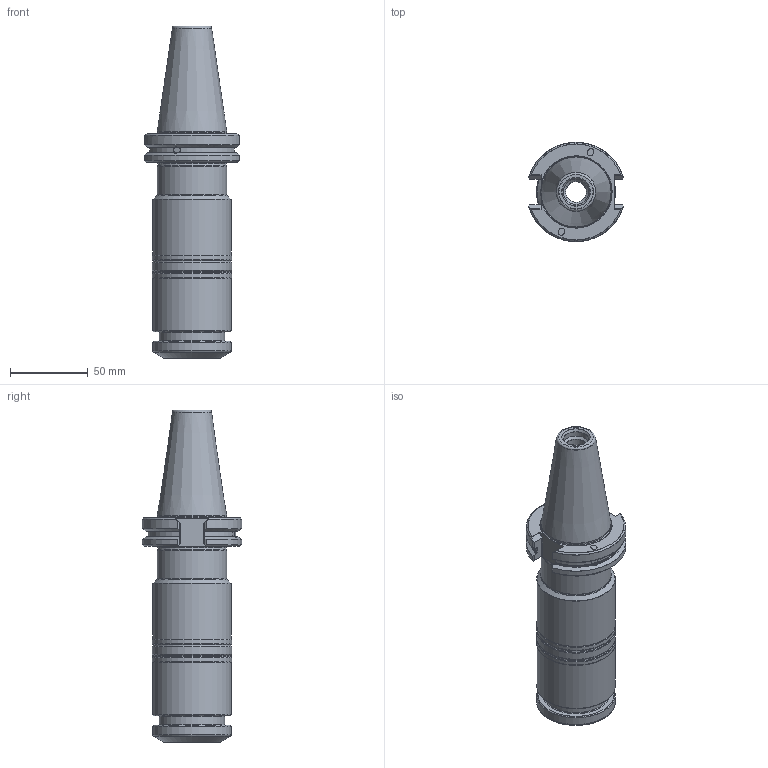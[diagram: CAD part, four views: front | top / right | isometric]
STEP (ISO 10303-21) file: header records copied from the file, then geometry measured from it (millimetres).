
FILE_DESCRIPTION(/* description */ (''),/* implementation_level */ '2;1');
FILE_NAME(/* name */ '434073276.stp',/* time_stamp */ '2021-01-12T12:05:30',/* author */ ('LRA'),/* organization */ ('REGO-FIX'),/* preprocessor_version */ ' Unknown',/* originating_system */ 'SIEMENS PLM Software Solid Edge ST10',/* authorization */ 'Unknown');
FILE_SCHEMA (('AUTOMOTIVE_DESIGN { 1 0 10303 214 2 1 1}'));
Length unit declared in the file: millimetre
Products named in the file (1): NOCUT
Bounding box: 61.04 x 63.58 x 213.05 mm (x, y, z)
Volume: 552802.8 mm3; surface area: 100409.7 mm2
Topology: 2 solids, 2 shells, 232 faces, 607 edges, 385 vertices
Faces by surface type: plane 74, cylinder 64, cone 60, torus 34
Full cylindrical faces by diameter (mm): 3.242 x6, 3.9 x2, 12 x2, 13.3 x2, 13.376 x4, 16.2 x1, 16.5 x1, 33 x2, 42 x2, 43.85 x2, 44.45 x1, 44.75 x1, 50 x3, 50.3 x3, 50.5 x3, 50.8 x3
Entity records: 8202 total; most frequent: CARTESIAN_POINT 1492, DIRECTION 1038, ORIENTED_EDGE 940, EDGE_CURVE 470, AXIS2_PLACEMENT_3D 440, FACE_BOUND 358, VERTEX_POINT 356, EDGE_LOOP 354
